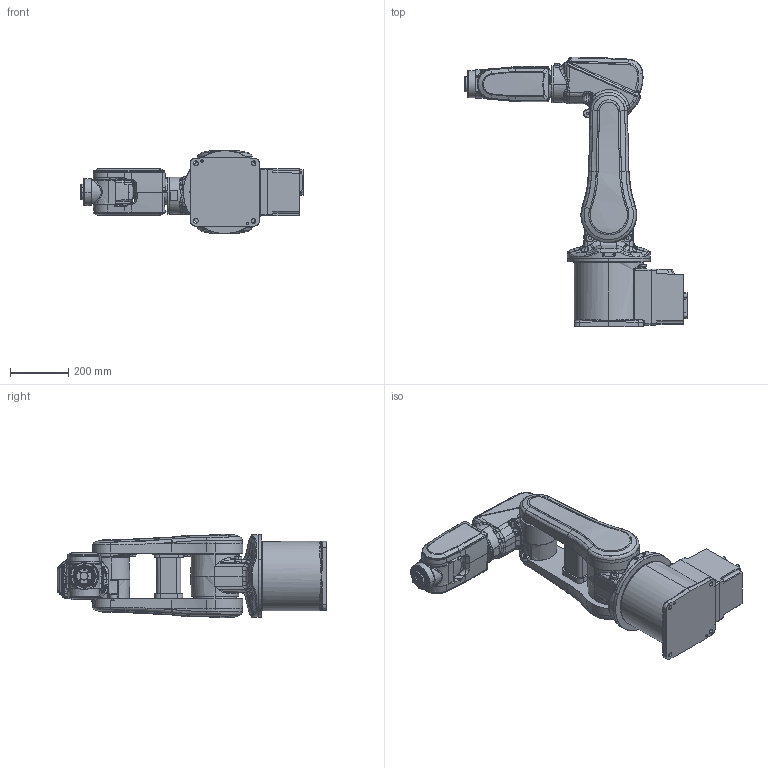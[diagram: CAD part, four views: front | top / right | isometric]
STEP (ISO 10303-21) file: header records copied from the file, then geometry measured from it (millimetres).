
FILE_DESCRIPTION(('FreeCAD Model'),'2;1');
FILE_NAME('Open CASCADE Shape Model','2025-05-28T15:24:14',('FreeCAD'),( 'FreeCAD'),'Open CASCADE STEP processor 7.6','FreeCAD','Unknown');
FILE_SCHEMA(('AUTOMOTIVE_DESIGN { 1 0 10303 214 1 1 1 1 }'));
Products named in the file (1): Open CASCADE STEP translator 7.6 1
Bounding box: 760.58 x 921.21 x 286.4 mm (x, y, z)
Surface area: 2418195.1 mm2 (no closed solid volume)
Topology: 0 solids, 2150 shells, 2150 faces, 26275 edges, 26220 vertices
Faces by surface type: bspline 2150
Entity records: 360542 total; most frequent: CARTESIAN_POINT 246497, ORIENTED_EDGE 26223, EDGE_CURVE 26223, VERTEX_POINT 26223, B_SPLINE_CURVE_WITH_KNOTS 23523, FACE_BOUND 2272, EDGE_LOOP 2272, SHELL_BASED_SURFACE_MODEL 2150
